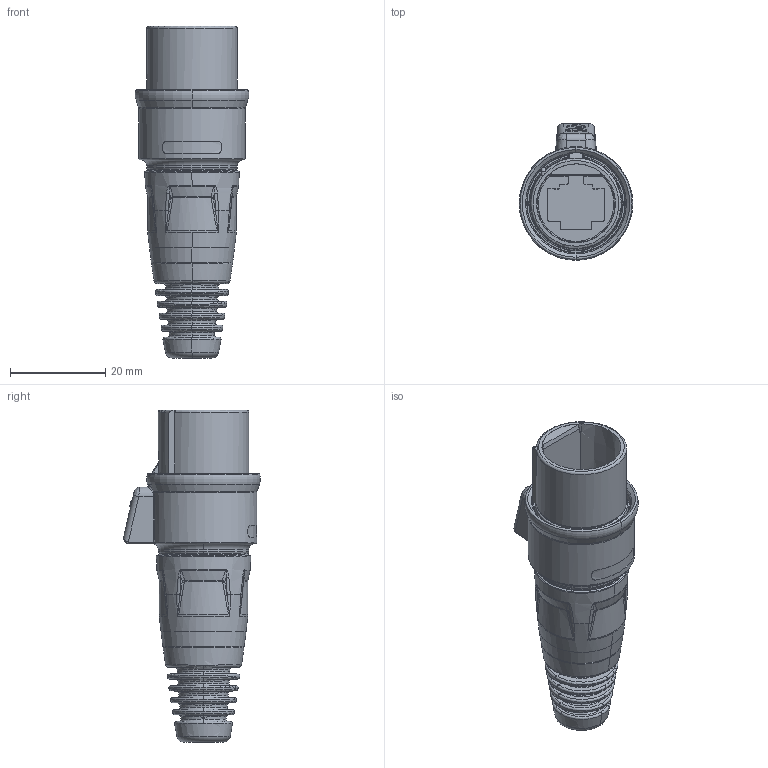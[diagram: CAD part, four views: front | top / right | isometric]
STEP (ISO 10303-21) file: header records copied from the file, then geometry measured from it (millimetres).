
FILE_DESCRIPTION((''),'2;1');
FILE_NAME('RJ45_SW0001','2023-04-26T15:37:11',('wenqing.huang'),(''),'CREO PARAMETRIC BY PTC INC, 2021184','CREO PARAMETRIC BY PTC INC, 2021184','');
FILE_SCHEMA(('CONFIG_CONTROL_DESIGN'));
Length unit declared in the file: millimetre
Products named in the file (1): RJ45_SW0001
Bounding box: 23.86 x 28.7 x 69.7 mm (x, y, z)
Volume: 15885.4 mm3; surface area: 6470.6 mm2
Topology: 1 solids, 3 shells, 616 faces, 1559 edges, 960 vertices
Faces by surface type: plane 224, bspline 171, torus 93, cylinder 70, cone 45, sphere 11, extrusion 2
Entity records: 30496 total; most frequent: CARTESIAN_POINT 17258, ORIENTED_EDGE 3108, DIRECTION 2235, EDGE_CURVE 1554, VERTEX_POINT 960, AXIS2_PLACEMENT_3D 809, EDGE_LOOP 634, VECTOR 617
